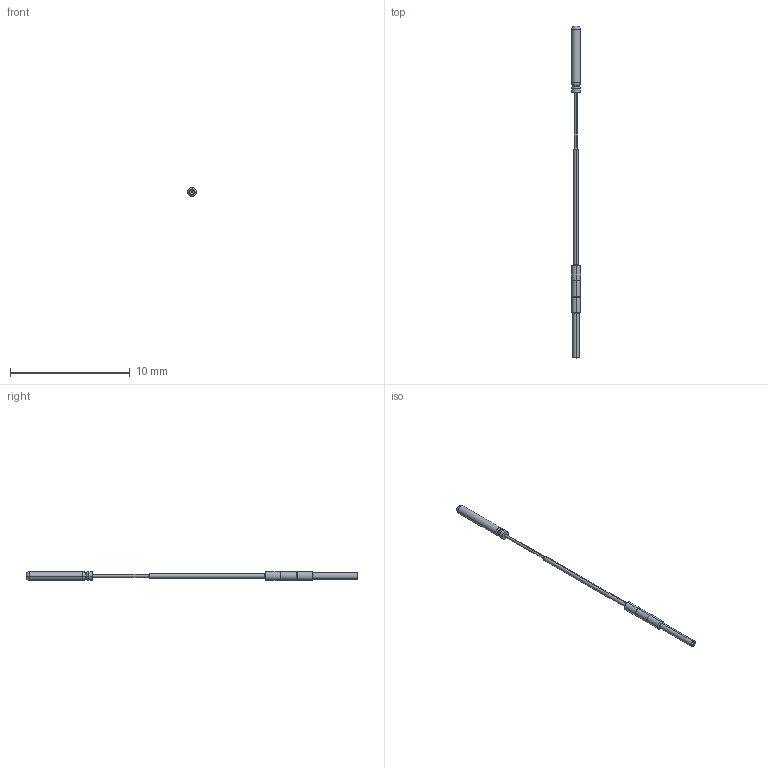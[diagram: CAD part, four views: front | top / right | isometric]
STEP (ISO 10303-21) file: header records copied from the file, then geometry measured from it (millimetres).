
FILE_DESCRIPTION (( 'STEP AP214' ), '1' );
FILE_NAME ('050-PLP1642_-_.STEP', '2013-05-10T15:31:24', ( 'spare' ), ( '' ), 'SwSTEP 2.0', 'SolidWorks 2012', '' );
FILE_SCHEMA (( 'AUTOMOTIVE_DESIGN' ));
Length unit declared in the file: inch
Products named in the file (1): 050-PLP1642_-_
Bounding box: 0.74 x 27.7 x 0.74 mm (x, y, z)
Volume: 5.8 mm3; surface area: 43.2 mm2
Topology: 1 solids, 1 shells, 45 faces, 88 edges, 48 vertices
Faces by surface type: cylinder 16, cone 14, torus 10, plane 5
Entity records: 1184 total; most frequent: DIRECTION 238, CARTESIAN_POINT 182, ORIENTED_EDGE 176, AXIS2_PLACEMENT_3D 104, EDGE_CURVE 88, CIRCLE 58, VERTEX_POINT 48, EDGE_LOOP 48
